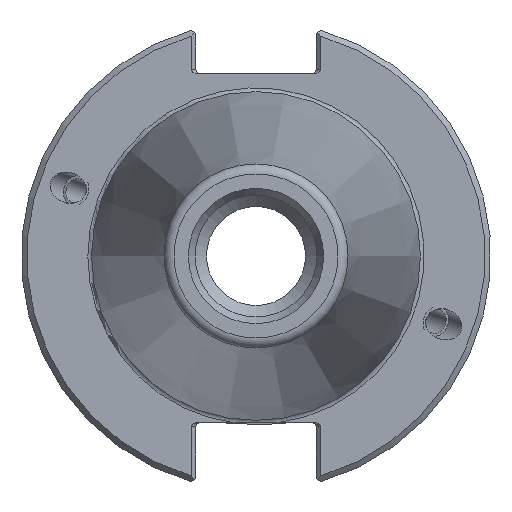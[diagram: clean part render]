
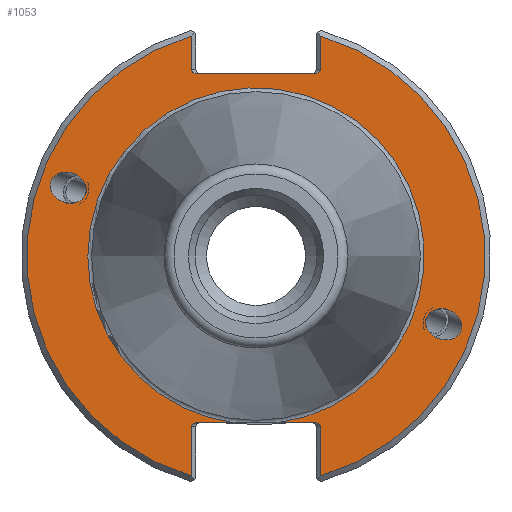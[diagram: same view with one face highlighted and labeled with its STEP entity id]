
A CAD part, left-side view. The second image highlights one B-rep face of the part: STEP entity #1053.
In plain terms, the highlighted planar face has unit normal (-1, 0, 0).
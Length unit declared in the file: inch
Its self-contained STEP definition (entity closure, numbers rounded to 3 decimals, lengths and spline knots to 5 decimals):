
#124=CARTESIAN_POINT('',(0.125,-0.90631,-0.32987));
#125=VERTEX_POINT('',#124);
#126=CARTESIAN_POINT('',(0.125,-0.99889,-0.36357));
#127=DIRECTION('',(1.0,0.,0.));
#128=DIRECTION('',(0.,-0.94,-0.342));
#129=AXIS2_PLACEMENT_3D('',#126,#127,#128);
#130=ELLIPSE('',#129,0.09853,0.08071);
#131=EDGE_CURVE('',#125,#125,#130,.T.);
#300=CARTESIAN_POINT('',(0.125,0.90631,0.32987));
#301=VERTEX_POINT('',#300);
#302=CARTESIAN_POINT('',(0.125,0.99889,0.36357));
#303=DIRECTION('',(1.0,0.,0.));
#304=DIRECTION('',(0.,0.94,0.342));
#305=AXIS2_PLACEMENT_3D('',#302,#303,#304);
#306=ELLIPSE('',#305,0.09853,0.08071);
#307=EDGE_CURVE('',#301,#301,#306,.T.);
#835=CARTESIAN_POINT('',(0.125,0.31672,0.972));
#836=VERTEX_POINT('',#835);
#845=CARTESIAN_POINT('',(0.125,-0.31672,0.972));
#846=VERTEX_POINT('',#845);
#847=CARTESIAN_POINT('',(0.125,0.31672,0.972));
#848=DIRECTION('',(0.0,-1.0,0.0));
#849=VECTOR('',#848,0.63343);
#850=LINE('',#847,#849);
#851=EDGE_CURVE('',#836,#846,#850,.T.);
#901=CARTESIAN_POINT('',(0.125,-0.11172,-0.888));
#902=VERTEX_POINT('',#901);
#903=CARTESIAN_POINT('',(0.125,0.11172,-0.888));
#904=VERTEX_POINT('',#903);
#919=CARTESIAN_POINT('',(0.125,0.0,0.0));
#920=DIRECTION('',(-1.0,0.0,0.0));
#921=DIRECTION('',(0.0,-1.0,0.0));
#922=AXIS2_PLACEMENT_3D('',#919,#920,#921);
#923=CIRCLE('',#922,0.895);
#924=EDGE_CURVE('',#902,#904,#923,.T.);
#940=CARTESIAN_POINT('',(0.125,1.0625,0.0));
#941=DIRECTION('',(-1.0,0.0,0.0));
#942=DIRECTION('',(0.0,0.0,1.0));
#943=AXIS2_PLACEMENT_3D('',#940,#941,#942);
#944=PLANE('',#943);
#945=ORIENTED_EDGE('',*,*,#924,.F.);
#946=CARTESIAN_POINT('',(0.125,-0.31672,-0.888));
#947=VERTEX_POINT('',#946);
#948=CARTESIAN_POINT('',(0.125,-0.31672,-0.888));
#949=DIRECTION('',(0.0,1.0,0.0));
#950=VECTOR('',#949,0.205);
#951=LINE('',#948,#950);
#952=EDGE_CURVE('',#947,#902,#951,.T.);
#953=ORIENTED_EDGE('',*,*,#952,.F.);
#954=CARTESIAN_POINT('',(0.125,-0.345,-0.908));
#955=VERTEX_POINT('',#954);
#956=CARTESIAN_POINT('',(0.125,-0.31672,-0.908));
#957=DIRECTION('',(-1.0,0.0,0.0));
#958=DIRECTION('',(0.0,-1.0,0.0));
#959=AXIS2_PLACEMENT_3D('',#956,#957,#958);
#960=ELLIPSE('',#959,0.02828,0.02);
#961=EDGE_CURVE('',#955,#947,#960,.T.);
#962=ORIENTED_EDGE('',*,*,#961,.F.);
#963=CARTESIAN_POINT('',(0.125,-0.345,-1.1702));
#964=VERTEX_POINT('',#963);
#965=CARTESIAN_POINT('',(0.125,-0.345,-1.1702));
#966=DIRECTION('',(0.0,0.0,1.0));
#967=VECTOR('',#966,0.2622);
#968=LINE('',#965,#967);
#969=EDGE_CURVE('',#964,#955,#968,.T.);
#970=ORIENTED_EDGE('',*,*,#969,.F.);
#971=CARTESIAN_POINT('',(0.125,-0.345,1.1702));
#972=VERTEX_POINT('',#971);
#973=CARTESIAN_POINT('',(0.125,0.0,0.0));
#974=DIRECTION('',(1.0,0.0,0.0));
#975=DIRECTION('',(0.0,-1.0,0.0));
#976=AXIS2_PLACEMENT_3D('',#973,#974,#975);
#977=CIRCLE('',#976,1.22);
#978=EDGE_CURVE('',#972,#964,#977,.T.);
#979=ORIENTED_EDGE('',*,*,#978,.F.);
#980=CARTESIAN_POINT('',(0.125,-0.345,0.992));
#981=VERTEX_POINT('',#980);
#982=CARTESIAN_POINT('',(0.125,-0.345,0.992));
#983=DIRECTION('',(0.0,0.0,1.0));
#984=VECTOR('',#983,0.1782);
#985=LINE('',#982,#984);
#986=EDGE_CURVE('',#981,#972,#985,.T.);
#987=ORIENTED_EDGE('',*,*,#986,.F.);
#988=CARTESIAN_POINT('',(0.125,-0.31672,0.992));
#989=DIRECTION('',(-1.0,0.0,0.0));
#990=DIRECTION('',(0.0,-1.0,0.0));
#991=AXIS2_PLACEMENT_3D('',#988,#989,#990);
#992=ELLIPSE('',#991,0.02828,0.02);
#993=EDGE_CURVE('',#846,#981,#992,.T.);
#994=ORIENTED_EDGE('',*,*,#993,.F.);
#995=ORIENTED_EDGE('',*,*,#851,.F.);
#996=CARTESIAN_POINT('',(0.125,0.345,0.992));
#997=VERTEX_POINT('',#996);
#998=CARTESIAN_POINT('',(0.125,0.31672,0.992));
#999=DIRECTION('',(-1.0,0.0,0.0));
#1000=DIRECTION('',(0.0,1.0,0.0));
#1001=AXIS2_PLACEMENT_3D('',#998,#999,#1000);
#1002=ELLIPSE('',#1001,0.02828,0.02);
#1003=EDGE_CURVE('',#997,#836,#1002,.T.);
#1004=ORIENTED_EDGE('',*,*,#1003,.F.);
#1005=CARTESIAN_POINT('',(0.125,0.345,1.1702));
#1006=VERTEX_POINT('',#1005);
#1007=CARTESIAN_POINT('',(0.125,0.345,1.1702));
#1008=DIRECTION('',(0.0,0.0,-1.0));
#1009=VECTOR('',#1008,0.1782);
#1010=LINE('',#1007,#1009);
#1011=EDGE_CURVE('',#1006,#997,#1010,.T.);
#1012=ORIENTED_EDGE('',*,*,#1011,.F.);
#1013=CARTESIAN_POINT('',(0.125,0.345,-1.1702));
#1014=VERTEX_POINT('',#1013);
#1015=CARTESIAN_POINT('',(0.125,0.0,0.0));
#1016=DIRECTION('',(1.0,0.0,0.0));
#1017=DIRECTION('',(0.0,1.0,0.0));
#1018=AXIS2_PLACEMENT_3D('',#1015,#1016,#1017);
#1019=CIRCLE('',#1018,1.22);
#1020=EDGE_CURVE('',#1014,#1006,#1019,.T.);
#1021=ORIENTED_EDGE('',*,*,#1020,.F.);
#1022=CARTESIAN_POINT('',(0.125,0.345,-0.908));
#1023=VERTEX_POINT('',#1022);
#1024=CARTESIAN_POINT('',(0.125,0.345,-0.908));
#1025=DIRECTION('',(0.0,0.0,-1.0));
#1026=VECTOR('',#1025,0.2622);
#1027=LINE('',#1024,#1026);
#1028=EDGE_CURVE('',#1023,#1014,#1027,.T.);
#1029=ORIENTED_EDGE('',*,*,#1028,.F.);
#1030=CARTESIAN_POINT('',(0.125,0.31672,-0.888));
#1031=VERTEX_POINT('',#1030);
#1032=CARTESIAN_POINT('',(0.125,0.31672,-0.908));
#1033=DIRECTION('',(-1.0,0.0,0.0));
#1034=DIRECTION('',(0.0,1.0,0.0));
#1035=AXIS2_PLACEMENT_3D('',#1032,#1033,#1034);
#1036=ELLIPSE('',#1035,0.02828,0.02);
#1037=EDGE_CURVE('',#1031,#1023,#1036,.T.);
#1038=ORIENTED_EDGE('',*,*,#1037,.F.);
#1039=CARTESIAN_POINT('',(0.125,0.11172,-0.888));
#1040=DIRECTION('',(0.0,1.0,0.0));
#1041=VECTOR('',#1040,0.205);
#1042=LINE('',#1039,#1041);
#1043=EDGE_CURVE('',#904,#1031,#1042,.T.);
#1044=ORIENTED_EDGE('',*,*,#1043,.F.);
#1045=EDGE_LOOP('',(#945,#953,#962,#970,#979,#987,#994,#995,#1004,#1012,#1021,#1029,#1038,#1044));
#1046=FACE_OUTER_BOUND('',#1045,.T.);
#1047=ORIENTED_EDGE('',*,*,#131,.T.);
#1048=EDGE_LOOP('',(#1047));
#1049=FACE_BOUND('',#1048,.T.);
#1050=ORIENTED_EDGE('',*,*,#307,.T.);
#1051=EDGE_LOOP('',(#1050));
#1052=FACE_BOUND('',#1051,.T.);
#1053=ADVANCED_FACE('',(#1046,#1049,#1052),#944,.T.);
